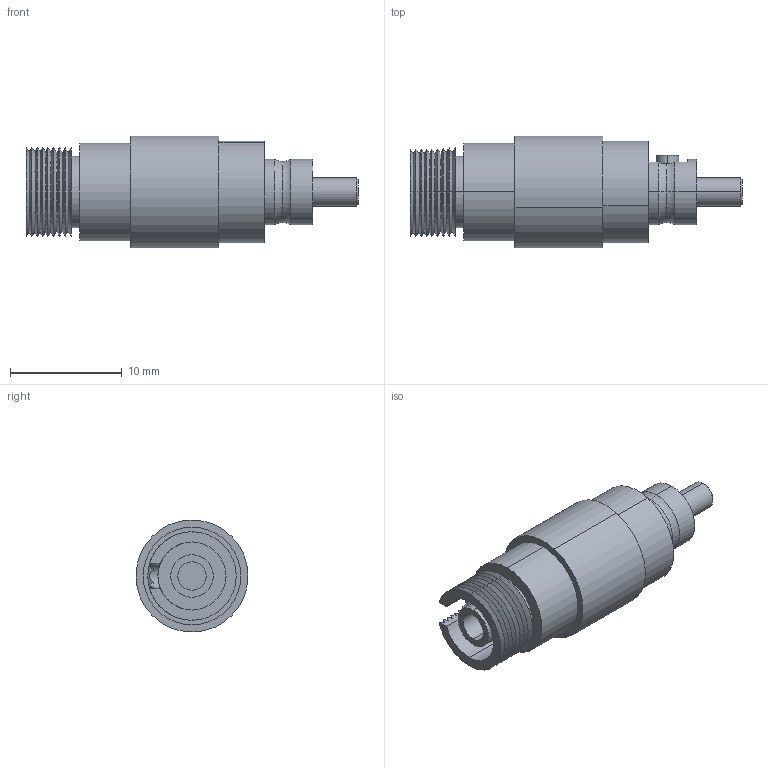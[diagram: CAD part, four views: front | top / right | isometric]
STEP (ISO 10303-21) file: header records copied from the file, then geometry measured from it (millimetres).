
FILE_DESCRIPTION (( 'STEP AP214' ), '1' );
FILE_NAME ('FOATFCP.STEP', '2007-11-01T15:10:26', ( ' ' ), ( ' ' ), 'SwSTEP 2.0', 'SolidWorks 2007', '' );
FILE_SCHEMA (( 'AUTOMOTIVE_DESIGN' ));
Length unit declared in the file: inch
Products named in the file (3): FOATFC-BODY; FOATFC-RING; FOATFCP
Assembly tree (2 placements, depth 2):
  FOATFCP
    FOATFC-BODY
    FOATFC-RING
Bounding box: 29.72 x 10 x 10 mm (x, y, z)
Volume: 1249.9 mm3; surface area: 1787.5 mm2
Topology: 2 solids, 2 shells, 109 faces, 244 edges, 150 vertices
Faces by surface type: cone 47, cylinder 31, plane 25, torus 6
Entity records: 3531 total; most frequent: CARTESIAN_POINT 652, DIRECTION 556, ORIENTED_EDGE 488, EDGE_CURVE 244, AXIS2_PLACEMENT_3D 236, VERTEX_POINT 150, EDGE_LOOP 122, CIRCLE 122
